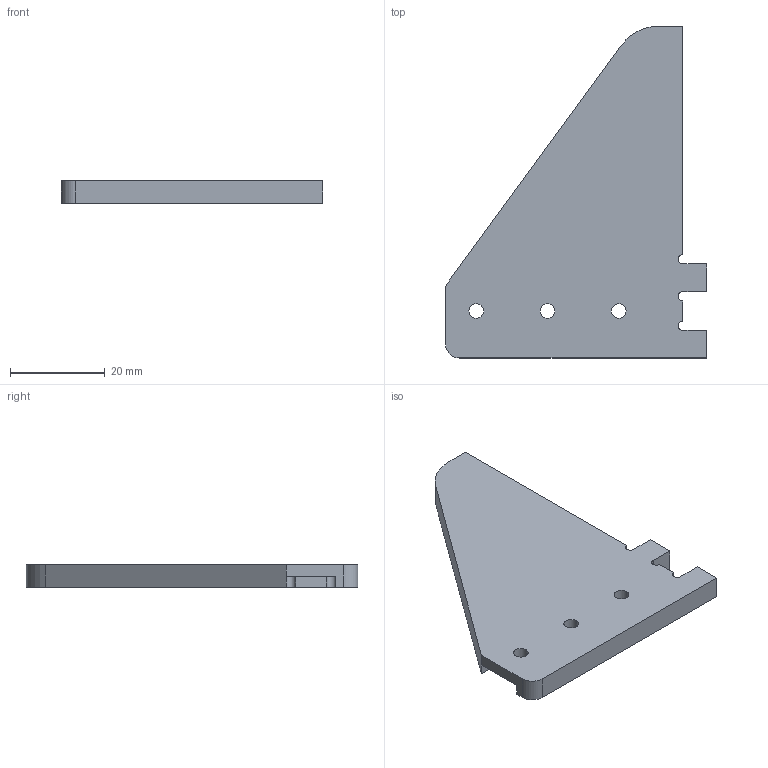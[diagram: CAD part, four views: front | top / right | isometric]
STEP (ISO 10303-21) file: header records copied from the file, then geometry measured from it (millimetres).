
FILE_DESCRIPTION (( 'STEP AP214' ), '1' );
FILE_NAME ('Cam_side_attach_outside_right_support.STEP', '2022-06-09T08:47:22', ( '' ), ( '' ), 'SwSTEP 2.0', 'SolidWorks 2017', '' );
FILE_SCHEMA (( 'AUTOMOTIVE_DESIGN' ));
Length unit declared in the file: millimetre
Products named in the file (1): Cam_side_attach_outside_right_support
Bounding box: 55 x 69.9 x 4.8 mm (x, y, z)
Volume: 10597.7 mm3; surface area: 6259.4 mm2
Topology: 1 solids, 1 shells, 30 faces, 83 edges, 55 vertices
Faces by surface type: plane 17, cylinder 13
Entity records: 1341 total; most frequent: DIRECTION 171, CARTESIAN_POINT 169, ORIENTED_EDGE 166, EDGE_CURVE 83, VECTOR 57, LINE 57, AXIS2_PLACEMENT_3D 57, VERTEX_POINT 55
